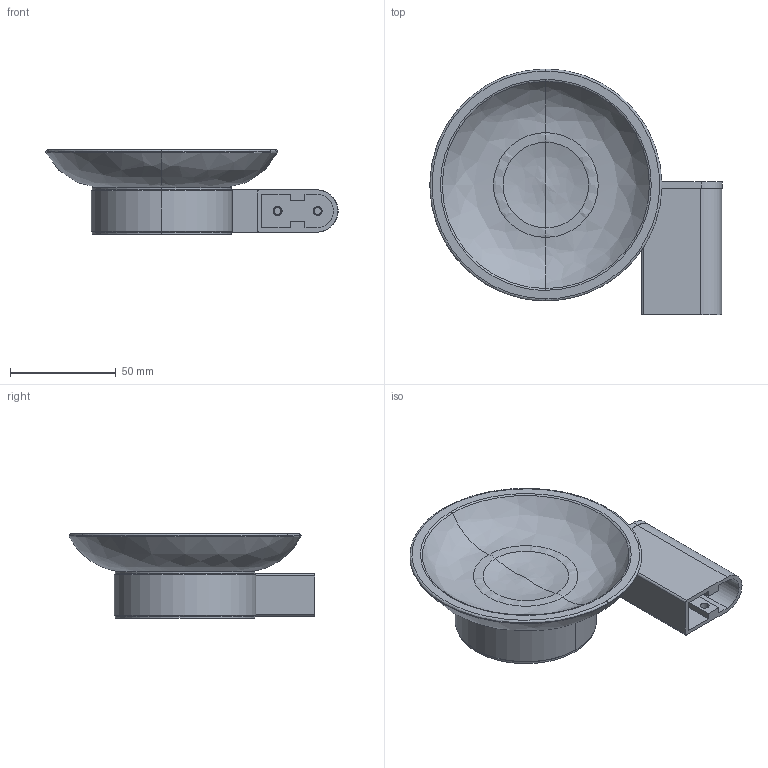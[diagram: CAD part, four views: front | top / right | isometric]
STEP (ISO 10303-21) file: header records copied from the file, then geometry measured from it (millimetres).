
FILE_DESCRIPTION (( 'STEP AP203' ), '1' );
FILE_NAME ('66636,0.STEP', '2020-09-01T08:26:53', ( '' ), ( '' ), 'SwSTEP 2.0', 'SolidWorks 2020', '' );
FILE_SCHEMA (( 'CONFIG_CONTROL_DESIGN' ));
Length unit declared in the file: millimetre
Products named in the file (8): 11ﾁｹ-ｺL撒-+､; 33扛蠍; 50-ｺ--ｯﾋｪT; 50ﾎｨ摠ﾎ｡﨔; ﾁﾎﾋ; 66636,0; 11Á¹-ºLŽ; 50ﾁｹ-ｺ--
Assembly tree (8 placements, depth 3):
  66636,0
    50ﾎｨ摠ﾎ｡﨔
    50ﾁｹ-ｺ--
      50-ｺ--ｯﾋｪT
      11Á¹-ºLŽ
      33扛蠍  x2
    11ﾁｹ-ｺL撒-+､
    ﾁﾎﾋ
Bounding box: 138.41 x 116.41 x 40 mm (x, y, z)
Volume: 134373.9 mm3; surface area: 61204.7 mm2
Topology: 7 solids, 7 shells, 124 faces, 277 edges, 172 vertices
Faces by surface type: cylinder 42, plane 38, cone 22, bspline 22
Entity records: 4343 total; most frequent: CARTESIAN_POINT 881, DIRECTION 599, ORIENTED_EDGE 506, EDGE_CURVE 253, AXIS2_PLACEMENT_3D 246, VERTEX_POINT 160, CIRCLE 142, EDGE_LOOP 135
